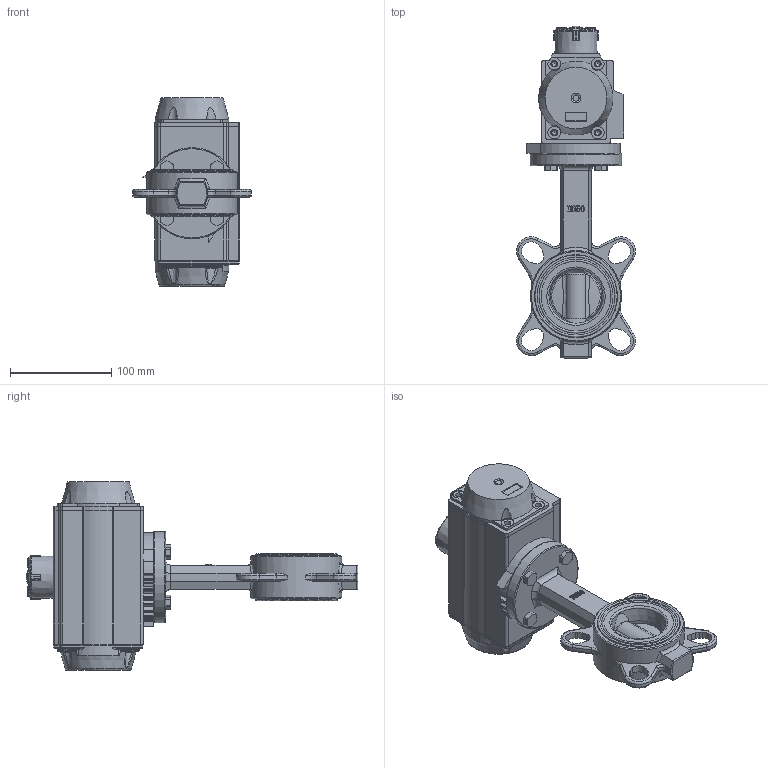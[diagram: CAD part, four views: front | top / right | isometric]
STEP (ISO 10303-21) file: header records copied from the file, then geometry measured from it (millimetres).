
FILE_DESCRIPTION(/* description */ ('Unknown'),/* implementation_level */ '2;1');
FILE_NAME(/* name */ 'PD03 5100_5110_5120-09',/* time_stamp */ '2025-03-31T12:38:41+02:00',/* author */ ('Unknown'),/* organization */ ('Unknown'),/* preprocessor_version */ 'ST-DEVELOPER v19.4',/* originating_system */ 'Solid Edge',/* authorisation */ 'Unknown');
FILE_SCHEMA (('AUTOMOTIVE_DESIGN {1 0 10303 214 3 1 1}'));
Products named in the file (21): PD03 5100_5110_5120-09; Raster DN40- DN150; WAFER-DN50; DN50概极; seat; disc; shaft1; shaft2; bushing1; ring; DIN933_M8x35; PD03_PE02; vt65-2016-06-25; Optische Anzeige; ______; ________(___________; cup head nib bolts with large head gb_GB_FASTENER_BOLT_CHNBW M6X25-N; ____65______ ______; VT65_____________MIR; zhou65; VTE65____
Assembly tree (28 placements, depth 4):
  PD03 5100_5110_5120-09
    Raster DN40- DN150
    WAFER-DN50
      DN50概极
      seat
      disc
      shaft1
      shaft2
      bushing1  x2
      ring
    DIN933_M8x35  x4
    PD03_PE02
      vt65-2016-06-25
      Optische Anzeige
        ______
        ________(___________  x4
        cup head nib bolts with large head gb_GB_FASTENER_BOLT_CHNBW M6X25-N
      ____65______ ______  x2
      VT65_____________MIR
      zhou65
      VTE65____
Bounding box: 117.37 x 327.81 x 186.5 mm (x, y, z)
Volume: 1090539.1 mm3; surface area: 352932.1 mm2
Topology: 25 solids, 25 shells, 2726 faces, 6864 edges, 4286 vertices
Faces by surface type: plane 865, cylinder 857, bspline 504, torus 329, cone 138, sphere 33
Full cylindrical faces by diameter (mm): 3 x16, 3.3 x8, 4.134 x8, 4.66 x1, 4.917 x15, 5 x2, 6 x1, 6.2 x1, 6.5 x4, 6.647 x4, 6.8 x8, 8 x5, 10 x13, 11 x1, 11.4 x1, 11.445 x2, 12 x1, 12.5 x2, 12.6 x5, 12.75 x1, 12.83 x2, 12.9 x1, 13 x2, 14 x5, 15 x1, 16.2 x18, 17 x2, 17.45 x4, 17.53 x2, 20 x2
Entity records: 79587 total; most frequent: CARTESIAN_POINT 31939, ORIENTED_EDGE 10036, DIRECTION 8790, EDGE_CURVE 5018, AXIS2_PLACEMENT_3D 3427, VERTEX_POINT 3360, FACE_BOUND 2674, EDGE_LOOP 2651
